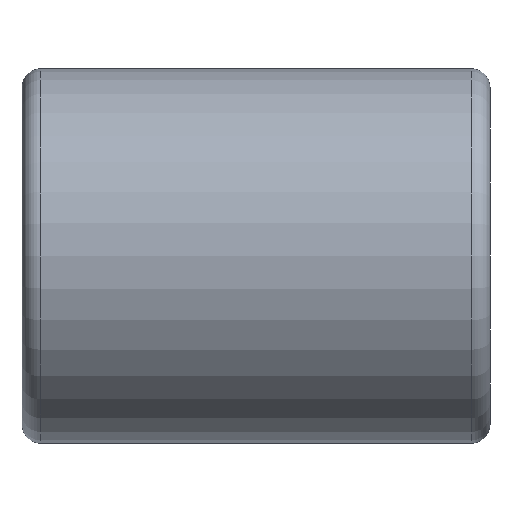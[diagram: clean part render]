
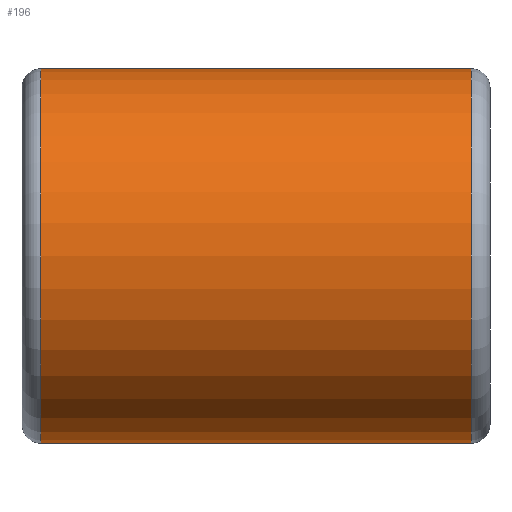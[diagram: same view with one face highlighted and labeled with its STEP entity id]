
A CAD part, left-side view. The second image highlights one B-rep face of the part: STEP entity #196.
In plain terms, the highlighted cylindrical face has radius 10 mm (diameter 20 mm), a partial arc.
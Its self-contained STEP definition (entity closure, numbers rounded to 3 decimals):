
#4 = DIRECTION ( 'NONE',  ( 0., 0., 1. ) ) ;
#21 = EDGE_LOOP ( 'NONE', ( #215, #205, #403, #296 ) ) ;
#26 = EDGE_CURVE ( 'NONE', #219, #441, #329, .T. ) ;
#49 = DIRECTION ( 'NONE',  ( 0., 1., 0. ) ) ;
#50 = DIRECTION ( 'NONE',  ( 0., 1., 0. ) ) ;
#62 = DIRECTION ( 'NONE',  ( 0., 0., -1. ) ) ;
#70 = EDGE_CURVE ( 'NONE', #453, #152, #448, .T. ) ;
#78 = DIRECTION ( 'NONE',  ( 0., 0., 1. ) ) ;
#94 = CARTESIAN_POINT ( 'NONE',  ( 0., -11.5, 0. ) ) ;
#98 = CARTESIAN_POINT ( 'NONE',  ( 0., -11.5, -10. ) ) ;
#102 = DIRECTION ( 'NONE',  ( 0., -1., 0. ) ) ;
#115 = AXIS2_PLACEMENT_3D ( 'NONE', #143, #102, #62 ) ;
#126 = DIRECTION ( 'NONE',  ( 0., 1., 0. ) ) ;
#138 = CARTESIAN_POINT ( 'NONE',  ( 0., 11.5, 10. ) ) ;
#143 = CARTESIAN_POINT ( 'NONE',  ( 0., 11.5, 0. ) ) ;
#145 = CIRCLE ( 'NONE', #263, 10. ) ;
#152 = VERTEX_POINT ( 'NONE', #293 ) ;
#168 = CARTESIAN_POINT ( 'NONE',  ( 0., 33.565, 0. ) ) ;
#171 = CARTESIAN_POINT ( 'NONE',  ( 0., 33.565, -10. ) ) ;
#196 = ADVANCED_FACE ( 'NONE', ( #390 ), #249, .T. ) ;
#205 = ORIENTED_EDGE ( 'NONE', *, *, #316, .T. ) ;
#215 = ORIENTED_EDGE ( 'NONE', *, *, #70, .F. ) ;
#219 = VERTEX_POINT ( 'NONE', #282 ) ;
#249 = CYLINDRICAL_SURFACE ( 'NONE', #311, 10. ) ;
#252 = EDGE_CURVE ( 'NONE', #441, #152, #396, .T. ) ;
#263 = AXIS2_PLACEMENT_3D ( 'NONE', #94, #50, #4 ) ;
#282 = CARTESIAN_POINT ( 'NONE',  ( 0., -11.5, 10. ) ) ;
#293 = CARTESIAN_POINT ( 'NONE',  ( 0., 11.5, -10. ) ) ;
#296 = ORIENTED_EDGE ( 'NONE', *, *, #252, .T. ) ;
#311 = AXIS2_PLACEMENT_3D ( 'NONE', #168, #126, #78 ) ;
#316 = EDGE_CURVE ( 'NONE', #453, #219, #145, .T. ) ;
#329 = LINE ( 'NONE', #373, #397 ) ;
#373 = CARTESIAN_POINT ( 'NONE',  ( 0., 33.565, 10. ) ) ;
#375 = VECTOR ( 'NONE', #49, 1000. ) ;
#385 = DIRECTION ( 'NONE',  ( 0., 1., 0. ) ) ;
#390 = FACE_OUTER_BOUND ( 'NONE', #21, .T. ) ;
#396 = CIRCLE ( 'NONE', #115, 10. ) ;
#397 = VECTOR ( 'NONE', #385, 1000. ) ;
#403 = ORIENTED_EDGE ( 'NONE', *, *, #26, .T. ) ;
#441 = VERTEX_POINT ( 'NONE', #138 ) ;
#448 = LINE ( 'NONE', #171, #375 ) ;
#453 = VERTEX_POINT ( 'NONE', #98 ) ;
